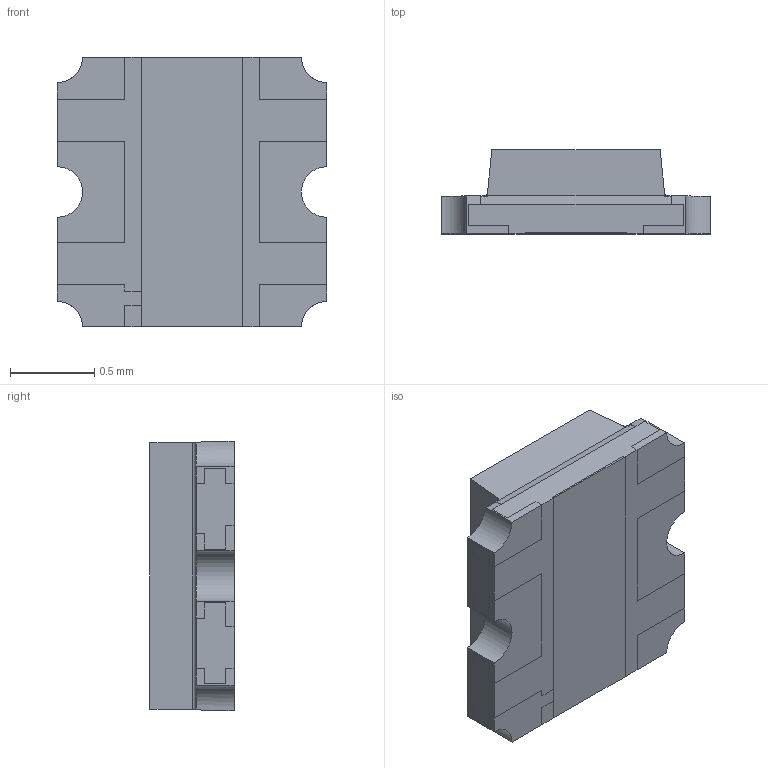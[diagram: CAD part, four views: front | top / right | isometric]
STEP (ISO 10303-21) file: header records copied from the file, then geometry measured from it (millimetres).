
FILE_DESCRIPTION (( 'STEP AP214' ), '1' );
FILE_NAME ('19-337CRSBHGHC-A884T.STEP', '2020-05-31T12:44:26', ( '' ), ( '' ), 'SwSTEP 2.0', 'SolidWorks 2017', '' );
FILE_SCHEMA (( 'AUTOMOTIVE_DESIGN' ));
Length unit declared in the file: millimetre
Products named in the file (1): 19-337CRSBHGHC-A884T
Bounding box: 1.6 x 0.5 x 1.6 mm (x, y, z)
Volume: 1 mm3; surface area: 13.5 mm2
Topology: 10 solids, 10 shells, 230 faces, 606 edges, 396 vertices
Faces by surface type: plane 194, cylinder 36
Entity records: 7105 total; most frequent: CARTESIAN_POINT 1245, ORIENTED_EDGE 1212, DIRECTION 1136, EDGE_CURVE 606, LINE 530, VECTOR 530, VERTEX_POINT 396, AXIS2_PLACEMENT_3D 303
